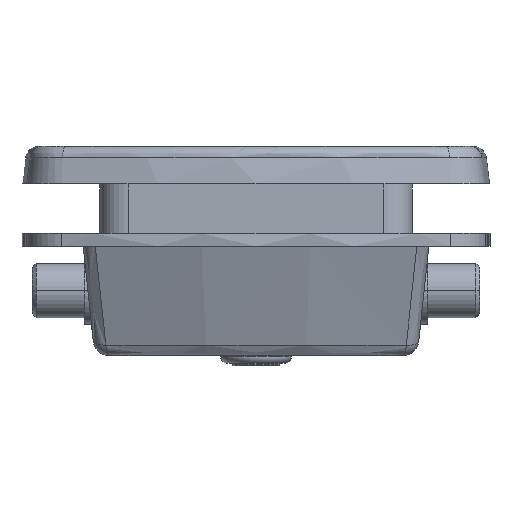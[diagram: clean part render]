
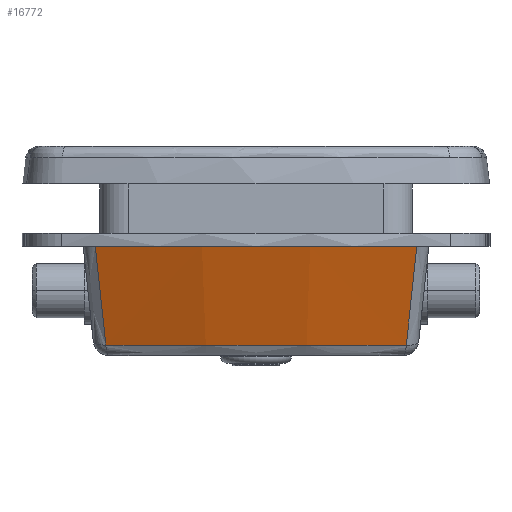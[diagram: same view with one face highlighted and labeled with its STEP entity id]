
A CAD part, left-side view. The second image highlights one B-rep face of the part: STEP entity #16772.
In plain terms, the highlighted free-form (B-spline) face has degree [3, 1] with [10, 2] control points.
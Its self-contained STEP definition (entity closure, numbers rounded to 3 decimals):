
#465 = CARTESIAN_POINT ( 'NONE',  ( -141.192, 58.317, 9.33 ) ) ;
#804 = CARTESIAN_POINT ( 'NONE',  ( -156.817, -45.022, 47. ) ) ;
#933 = CARTESIAN_POINT ( 'NONE',  ( -141.113, 41.641, 0. ) ) ;
#1040 = CARTESIAN_POINT ( 'NONE',  ( -151.752, -61.825, 42. ) ) ;
#1411 = CARTESIAN_POINT ( 'NONE',  ( -157.631, -22.443, 42. ) ) ;
#1740 = CARTESIAN_POINT ( 'NONE',  ( -151.752, -61.825, 42. ) ) ;
#1992 = CARTESIAN_POINT ( 'NONE',  ( -144.616, -19.45, 4.036 ) ) ;
#2186 = CARTESIAN_POINT ( 'NONE',  ( -139.379, -55.43, 4.001 ) ) ;
#2299 = EDGE_CURVE ( 'NONE', #13870, #9693, #16578, .T. ) ;
#2343 = CARTESIAN_POINT ( 'NONE',  ( -146.281, -60.118, 25.871 ) ) ;
#2533 = CARTESIAN_POINT ( 'NONE',  ( -160., -11.309, 47. ) ) ;
#2559 = CARTESIAN_POINT ( 'NONE',  ( -141.42, -58.602, 11.537 ) ) ;
#2597 = CARTESIAN_POINT ( 'NONE',  ( -143.356, 20.896, 0. ) ) ;
#3124 = B_SPLINE_CURVE_WITH_KNOTS ( 'NONE', 3,
 ( #17995, #3644, #19547, #6804, #8393, #8517, #19343, #9962, #19611, #11554, #1992, #9906, #17924, #17726, #10100, #3524, #2186, #5176 ),
 .UNSPECIFIED., .F., .F.,
 ( 4, 2, 2, 2, 2, 2, 2, 2, 4 ),
 ( 0., 0.007, 0.015, 0.029, 0.058, 0.087, 0.102, 0.109, 0.117 ),
 .UNSPECIFIED. ) ;
#3524 = CARTESIAN_POINT ( 'NONE',  ( -139.865, -53.05, 4.004 ) ) ;
#3644 = CARTESIAN_POINT ( 'NONE',  ( -139.97, 55.373, 4.067 ) ) ;
#3942 = CARTESIAN_POINT ( 'NONE',  ( -151.666, -61.798, 41.746 ) ) ;
#4078 = CARTESIAN_POINT ( 'NONE',  ( -144.49, -59.559, 20.588 ) ) ;
#4281 = CARTESIAN_POINT ( 'NONE',  ( -154.917, 56.115, 47. ) ) ;
#5046 = CARTESIAN_POINT ( 'NONE',  ( -142.905, 58.881, 14.594 ) ) ;
#5176 = CARTESIAN_POINT ( 'NONE',  ( -138.863, -57.804, 3.998 ) ) ;
#5543 = CARTESIAN_POINT ( 'NONE',  ( -148.073, -60.677, 31.153 ) ) ;
#5639 = CARTESIAN_POINT ( 'NONE',  ( -138.83, -51.942, 0. ) ) ;
#5739 = ORIENTED_EDGE ( 'NONE', *, *, #2299, .T. ) ;
#5856 = CARTESIAN_POINT ( 'NONE',  ( -143.123, -20.968, 0. ) ) ;
#5914 = B_SPLINE_CURVE_WITH_KNOTS ( 'NONE', 3,
 ( #6703, #19357, #2559, #18295, #4078, #2343, #5543, #7306, #8602, #18372, #3942, #8806, #1040 ),
 .UNSPECIFIED., .F., .F.,
 ( 4, 3, 3, 3, 4 ),
 ( 0., 0.012, 0.029, 0.04, 0.04 ),
 .UNSPECIFIED. ) ;
#6289 = CARTESIAN_POINT ( 'NONE',  ( -149.755, 61.136, 35.648 ) ) ;
#6451 = VERTEX_POINT ( 'NONE', #1740 ) ;
#6703 = CARTESIAN_POINT ( 'NONE',  ( -138.863, -57.804, 3.998 ) ) ;
#6804 = CARTESIAN_POINT ( 'NONE',  ( -141.287, 48.206, 4.066 ) ) ;
#7063 = CARTESIAN_POINT ( 'NONE',  ( -136.461, -62., 0. ) ) ;
#7306 = CARTESIAN_POINT ( 'NONE',  ( -149.256, -61.047, 34.642 ) ) ;
#7489 = CARTESIAN_POINT ( 'NONE',  ( -158.286, 11.216, 42. ) ) ;
#7548 = CARTESIAN_POINT ( 'NONE',  ( -155.326, 43.071, 42. ) ) ;
#8378 = CARTESIAN_POINT ( 'NONE',  ( -137.15, 62., 0. ) ) ;
#8393 = CARTESIAN_POINT ( 'NONE',  ( -141.684, 45.808, 4.066 ) ) ;
#8478 = CARTESIAN_POINT ( 'NONE',  ( -151.822, 61.817, 42. ) ) ;
#8517 = CARTESIAN_POINT ( 'NONE',  ( -142.782, 38.608, 4.064 ) ) ;
#8602 = CARTESIAN_POINT ( 'NONE',  ( -150.439, -61.416, 38.13 ) ) ;
#8648 = CARTESIAN_POINT ( 'NONE',  ( -152.423, -67., 47. ) ) ;
#8783 = CARTESIAN_POINT ( 'NONE',  ( -139.407, 51.916, 0. ) ) ;
#8806 = CARTESIAN_POINT ( 'NONE',  ( -151.709, -61.812, 41.873 ) ) ;
#9201 = CARTESIAN_POINT ( 'NONE',  ( -151.822, 61.817, 42. ) ) ;
#9372 = CARTESIAN_POINT ( 'NONE',  ( -144.617, 59.445, 19.857 ) ) ;
#9400 = ORIENTED_EDGE ( 'NONE', *, *, #14600, .T. ) ;
#9693 = VERTEX_POINT ( 'NONE', #16968 ) ;
#9763 = CARTESIAN_POINT ( 'NONE',  ( -151.133, 61.59, 39.882 ) ) ;
#9835 = CARTESIAN_POINT ( 'NONE',  ( -150.444, 61.363, 37.765 ) ) ;
#9906 = CARTESIAN_POINT ( 'NONE',  ( -143.026, -33.893, 4.023 ) ) ;
#9962 = CARTESIAN_POINT ( 'NONE',  ( -144.823, 19.338, 4.059 ) ) ;
#10100 = CARTESIAN_POINT ( 'NONE',  ( -140.773, -48.277, 4.009 ) ) ;
#10120 = FACE_OUTER_BOUND ( 'NONE', #11306, .T. ) ;
#10285 = CARTESIAN_POINT ( 'NONE',  ( -143.893, 10.427, 0. ) ) ;
#10369 = CARTESIAN_POINT ( 'NONE',  ( -159.358, 22.619, 47. ) ) ;
#10720 = CARTESIAN_POINT ( 'NONE',  ( -155.278, -43.079, 42. ) ) ;
#11177 = CARTESIAN_POINT ( 'NONE',  ( -138.863, -57.804, 3.998 ) ) ;
#11306 = EDGE_LOOP ( 'NONE', ( #13854, #5739, #9400, #14740 ) ) ;
#11486 = CARTESIAN_POINT ( 'NONE',  ( -139.479, 57.752, 4.067 ) ) ;
#11554 = CARTESIAN_POINT ( 'NONE',  ( -145.175, -9.777, 4.043 ) ) ;
#11569 = EDGE_CURVE ( 'NONE', #13532, #6451, #5914, .T. ) ;
#12366 = CARTESIAN_POINT ( 'NONE',  ( -158.274, -11.224, 42. ) ) ;
#12483 = CARTESIAN_POINT ( 'NONE',  ( -153.733, -52.523, 42. ) ) ;
#12878 = B_SPLINE_SURFACE_WITH_KNOTS ( 'NONE', 3, 1, ( 
 ( #8378, #15285 ),
 ( #8783, #4281 ),
 ( #933, #19722 ),
 ( #2597, #10369 ),
 ( #10285, #13695 ),
 ( #15209, #2533 ),
 ( #5856, #19885 ),
 ( #20009, #804 ),
 ( #5639, #13633 ),
 ( #7063, #8648 ) ),
 .UNSPECIFIED., .F., .F., .F.,
 ( 4, 2, 2, 2, 4 ),
 ( 2, 2 ),
 ( 0., 0.25, 0.5, 0.75, 1. ),
 ( 0., 1. ),
 .UNSPECIFIED. ) ;
#13532 = VERTEX_POINT ( 'NONE', #11177 ) ;
#13633 = CARTESIAN_POINT ( 'NONE',  ( -154.917, -56.115, 47. ) ) ;
#13695 = CARTESIAN_POINT ( 'NONE',  ( -160., 11.309, 47. ) ) ;
#13854 = ORIENTED_EDGE ( 'NONE', *, *, #14000, .F. ) ;
#13870 = VERTEX_POINT ( 'NONE', #8478 ) ;
#14000 = EDGE_CURVE ( 'NONE', #13870, #6451, #19006, .T. ) ;
#14021 = CARTESIAN_POINT ( 'NONE',  ( -151.752, -61.825, 42. ) ) ;
#14600 = EDGE_CURVE ( 'NONE', #9693, #13532, #3124, .T. ) ;
#14740 = ORIENTED_EDGE ( 'NONE', *, *, #11569, .T. ) ;
#15209 = CARTESIAN_POINT ( 'NONE',  ( -143.776, -10.505, 0. ) ) ;
#15285 = CARTESIAN_POINT ( 'NONE',  ( -152.423, 67., 47. ) ) ;
#16191 = CARTESIAN_POINT ( 'NONE',  ( -151.822, 61.817, 42. ) ) ;
#16578 = B_SPLINE_CURVE_WITH_KNOTS ( 'NONE', 3,
 ( #16191, #9763, #9835, #6289, #18860, #19203, #9372, #5046, #465, #11486 ),
 .UNSPECIFIED., .F., .F.,
 ( 4, 3, 3, 4 ),
 ( 0.005, 0.012, 0.029, 0.045 ),
 .UNSPECIFIED. ) ;
#16772 = ADVANCED_FACE ( 'NONE', ( #10120 ), #12878, .T. ) ;
#16968 = CARTESIAN_POINT ( 'NONE',  ( -139.479, 57.752, 4.067 ) ) ;
#17726 = CARTESIAN_POINT ( 'NONE',  ( -141.196, -45.884, 4.011 ) ) ;
#17924 = CARTESIAN_POINT ( 'NONE',  ( -142.37, -38.696, 4.019 ) ) ;
#17995 = CARTESIAN_POINT ( 'NONE',  ( -139.479, 57.752, 4.067 ) ) ;
#18295 = CARTESIAN_POINT ( 'NONE',  ( -142.698, -59.001, 15.306 ) ) ;
#18372 = CARTESIAN_POINT ( 'NONE',  ( -151.623, -61.785, 41.618 ) ) ;
#18860 = CARTESIAN_POINT ( 'NONE',  ( -148.043, 60.573, 30.384 ) ) ;
#19006 = B_SPLINE_CURVE_WITH_KNOTS ( 'NONE', 3,
 ( #9201, #20205, #7548, #20359, #7489, #12366, #1411, #10720, #12483, #14021 ),
 .UNSPECIFIED., .F., .F.,
 ( 4, 2, 2, 2, 4 ),
 ( 0.001, 0.029, 0.063, 0.096, 0.125 ),
 .UNSPECIFIED. ) ;
#19203 = CARTESIAN_POINT ( 'NONE',  ( -146.33, 60.009, 25.12 ) ) ;
#19343 = CARTESIAN_POINT ( 'NONE',  ( -143.387, 33.798, 4.063 ) ) ;
#19357 = CARTESIAN_POINT ( 'NONE',  ( -140.141, -58.203, 7.768 ) ) ;
#19547 = CARTESIAN_POINT ( 'NONE',  ( -140.43, 52.988, 4.067 ) ) ;
#19611 = CARTESIAN_POINT ( 'NONE',  ( -145.279, 9.659, 4.054 ) ) ;
#19722 = CARTESIAN_POINT ( 'NONE',  ( -156.817, 45.022, 47. ) ) ;
#19885 = CARTESIAN_POINT ( 'NONE',  ( -159.358, -22.619, 47. ) ) ;
#20009 = CARTESIAN_POINT ( 'NONE',  ( -140.65, -41.686, 0. ) ) ;
#20205 = CARTESIAN_POINT ( 'NONE',  ( -153.792, 52.515, 42. ) ) ;
#20359 = CARTESIAN_POINT ( 'NONE',  ( -157.656, 22.436, 42. ) ) ;
